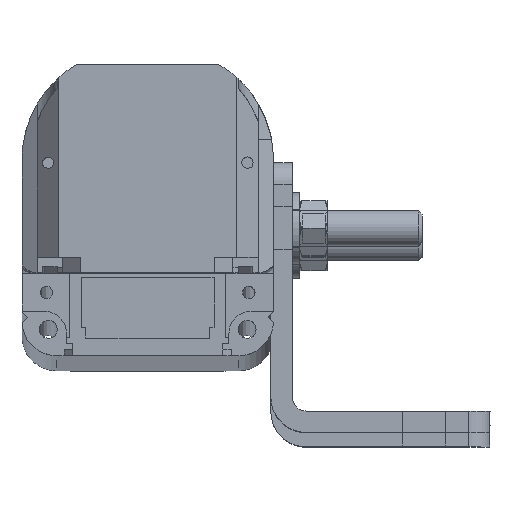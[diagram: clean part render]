
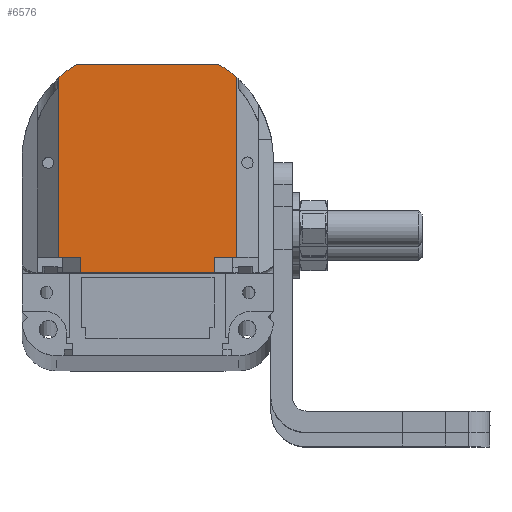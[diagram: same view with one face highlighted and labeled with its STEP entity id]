
A CAD part, top view. The second image highlights one B-rep face of the part: STEP entity #6576.
In plain terms, the highlighted planar face has unit normal (0, 0, 1).
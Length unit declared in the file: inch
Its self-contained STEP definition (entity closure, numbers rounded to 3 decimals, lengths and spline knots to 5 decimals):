
#732 = CARTESIAN_POINT ( 'NONE',  ( 2.83732, 4.10897, 10.27352 ) ) ;
#752 = AXIS2_PLACEMENT_3D ( 'NONE', #8506, #24721, #14761 ) ;
#1164 = VERTEX_POINT ( 'NONE', #732 ) ;
#1785 = DIRECTION ( 'NONE',  ( -1., 0., 0. ) ) ;
#1859 = DIRECTION ( 'NONE',  ( 0., 0., -1. ) ) ;
#2357 = DIRECTION ( 'NONE',  ( 0., 1., 0. ) ) ;
#2723 = VERTEX_POINT ( 'NONE', #5857 ) ;
#2987 = DIRECTION ( 'NONE',  ( 0., 1., 0. ) ) ;
#3003 = LINE ( 'NONE', #24170, #19052 ) ;
#3240 = CARTESIAN_POINT ( 'NONE',  ( 2.05299, 4.10897, 10.27352 ) ) ;
#3551 = VECTOR ( 'NONE', #2357, 39.37008 ) ;
#3967 = CARTESIAN_POINT ( 'NONE',  ( 1.95539, 3.04597, 10.27352 ) ) ;
#4070 = DIRECTION ( 'NONE',  ( -1., 0., 0. ) ) ;
#4143 = DIRECTION ( 'NONE',  ( -1., 0., 0. ) ) ;
#4411 = ORIENTED_EDGE ( 'NONE', *, *, #21625, .F. ) ;
#4654 = CARTESIAN_POINT ( 'NONE',  ( 2.07565, 2.96197, 10.27352 ) ) ;
#4850 = VERTEX_POINT ( 'NONE', #12629 ) ;
#4917 = LINE ( 'NONE', #16103, #5824 ) ;
#5578 = EDGE_CURVE ( 'NONE', #1164, #18136, #14178, .T. ) ;
#5824 = VECTOR ( 'NONE', #4070, 39.37008 ) ;
#5857 = CARTESIAN_POINT ( 'NONE',  ( 1.95539, 4.03891, 10.27352 ) ) ;
#6510 = ORIENTED_EDGE ( 'NONE', *, *, #11459, .F. ) ;
#6513 = ORIENTED_EDGE ( 'NONE', *, *, #20077, .F. ) ;
#6563 = PLANE ( 'NONE',  #752 ) ;
#6576 = ADVANCED_FACE ( 'NONE', ( #22237 ), #6563, .F. ) ;
#6843 = LINE ( 'NONE', #8798, #26126 ) ;
#7154 = ORIENTED_EDGE ( 'NONE', *, *, #18553, .F. ) ;
#7278 = LINE ( 'NONE', #23198, #8827 ) ;
#7556 = ORIENTED_EDGE ( 'NONE', *, *, #15872, .F. ) ;
#7939 = VERTEX_POINT ( 'NONE', #11207 ) ;
#8023 = VECTOR ( 'NONE', #1785, 39.37008 ) ;
#8068 = VERTEX_POINT ( 'NONE', #13871 ) ;
#8506 = CARTESIAN_POINT ( 'NONE',  ( 2.35232, 3.58897, 10.27352 ) ) ;
#8798 = CARTESIAN_POINT ( 'NONE',  ( 2.93491, 3.58897, 10.27352 ) ) ;
#8827 = VECTOR ( 'NONE', #2987, 39.37008 ) ;
#8910 = DIRECTION ( 'NONE',  ( -1., 0., 0. ) ) ;
#10414 = LINE ( 'NONE', #24790, #3551 ) ;
#10679 = VECTOR ( 'NONE', #8910, 39.37008 ) ;
#11207 = CARTESIAN_POINT ( 'NONE',  ( 2.93491, 3.04597, 10.27352 ) ) ;
#11459 = EDGE_CURVE ( 'NONE', #21268, #17677, #7278, .T. ) ;
#12344 = AXIS2_PLACEMENT_3D ( 'NONE', #18383, #17228, #15340 ) ;
#12513 = DIRECTION ( 'NONE',  ( 0., -1., 0. ) ) ;
#12629 = CARTESIAN_POINT ( 'NONE',  ( 2.81465, 3.04597, 10.27352 ) ) ;
#12983 = ORIENTED_EDGE ( 'NONE', *, *, #19079, .F. ) ;
#13410 = LINE ( 'NONE', #18131, #8023 ) ;
#13871 = CARTESIAN_POINT ( 'NONE',  ( 2.93491, 4.03891, 10.27352 ) ) ;
#14178 = LINE ( 'NONE', #3240, #10679 ) ;
#14596 = VERTEX_POINT ( 'NONE', #24838 ) ;
#14761 = DIRECTION ( 'NONE',  ( -1., 0., 0. ) ) ;
#15279 = CARTESIAN_POINT ( 'NONE',  ( 2.81465, 3.58897, 10.27352 ) ) ;
#15340 = DIRECTION ( 'NONE',  ( -1., 0., 0. ) ) ;
#15872 = EDGE_CURVE ( 'NONE', #14596, #21268, #4917, .T. ) ;
#15896 = EDGE_CURVE ( 'NONE', #17677, #20067, #13410, .T. ) ;
#16103 = CARTESIAN_POINT ( 'NONE',  ( 2.35232, 2.96197, 10.27352 ) ) ;
#16767 = LINE ( 'NONE', #15279, #25602 ) ;
#16948 = ORIENTED_EDGE ( 'NONE', *, *, #22234, .F. ) ;
#17228 = DIRECTION ( 'NONE',  ( 0., 0., -1. ) ) ;
#17677 = VERTEX_POINT ( 'NONE', #21889 ) ;
#17829 = ORIENTED_EDGE ( 'NONE', *, *, #15896, .F. ) ;
#18131 = CARTESIAN_POINT ( 'NONE',  ( 2.35232, 3.04597, 10.27352 ) ) ;
#18136 = VERTEX_POINT ( 'NONE', #19586 ) ;
#18383 = CARTESIAN_POINT ( 'NONE',  ( 2.53798, 3.58897, 10.27352 ) ) ;
#18553 = EDGE_CURVE ( 'NONE', #4850, #14596, #16767, .T. ) ;
#18555 = ORIENTED_EDGE ( 'NONE', *, *, #5578, .T. ) ;
#19052 = VECTOR ( 'NONE', #4143, 39.37008 ) ;
#19079 = EDGE_CURVE ( 'NONE', #20067, #2723, #10414, .T. ) ;
#19586 = CARTESIAN_POINT ( 'NONE',  ( 2.05299, 4.10897, 10.27352 ) ) ;
#19613 = EDGE_CURVE ( 'NONE', #8068, #7939, #6843, .T. ) ;
#20067 = VERTEX_POINT ( 'NONE', #3967 ) ;
#20077 = EDGE_CURVE ( 'NONE', #2723, #18136, #23175, .T. ) ;
#20318 = CIRCLE ( 'NONE', #12344, 0.6 ) ;
#21265 = DIRECTION ( 'NONE',  ( 0., -1., 0. ) ) ;
#21268 = VERTEX_POINT ( 'NONE', #4654 ) ;
#21625 = EDGE_CURVE ( 'NONE', #1164, #8068, #20318, .T. ) ;
#21889 = CARTESIAN_POINT ( 'NONE',  ( 2.07565, 3.04597, 10.27352 ) ) ;
#22086 = CARTESIAN_POINT ( 'NONE',  ( 2.35232, 3.58897, 10.27352 ) ) ;
#22234 = EDGE_CURVE ( 'NONE', #7939, #4850, #3003, .T. ) ;
#22237 = FACE_OUTER_BOUND ( 'NONE', #23432, .T. ) ;
#23175 = CIRCLE ( 'NONE', #24240, 0.6 ) ;
#23198 = CARTESIAN_POINT ( 'NONE',  ( 2.07565, 3.58897, 10.27352 ) ) ;
#23301 = ORIENTED_EDGE ( 'NONE', *, *, #19613, .F. ) ;
#23432 = EDGE_LOOP ( 'NONE', ( #6510, #7556, #7154, #16948, #23301, #4411, #18555, #6513, #12983, #17829 ) ) ;
#23839 = DIRECTION ( 'NONE',  ( -1., 0., 0. ) ) ;
#24170 = CARTESIAN_POINT ( 'NONE',  ( 2.35232, 3.04597, 10.27352 ) ) ;
#24240 = AXIS2_PLACEMENT_3D ( 'NONE', #22086, #1859, #23839 ) ;
#24721 = DIRECTION ( 'NONE',  ( 0., 0., -1. ) ) ;
#24790 = CARTESIAN_POINT ( 'NONE',  ( 1.95539, 3.58897, 10.27352 ) ) ;
#24838 = CARTESIAN_POINT ( 'NONE',  ( 2.81465, 2.96197, 10.27352 ) ) ;
#25602 = VECTOR ( 'NONE', #21265, 39.37008 ) ;
#26126 = VECTOR ( 'NONE', #12513, 39.37008 ) ;
